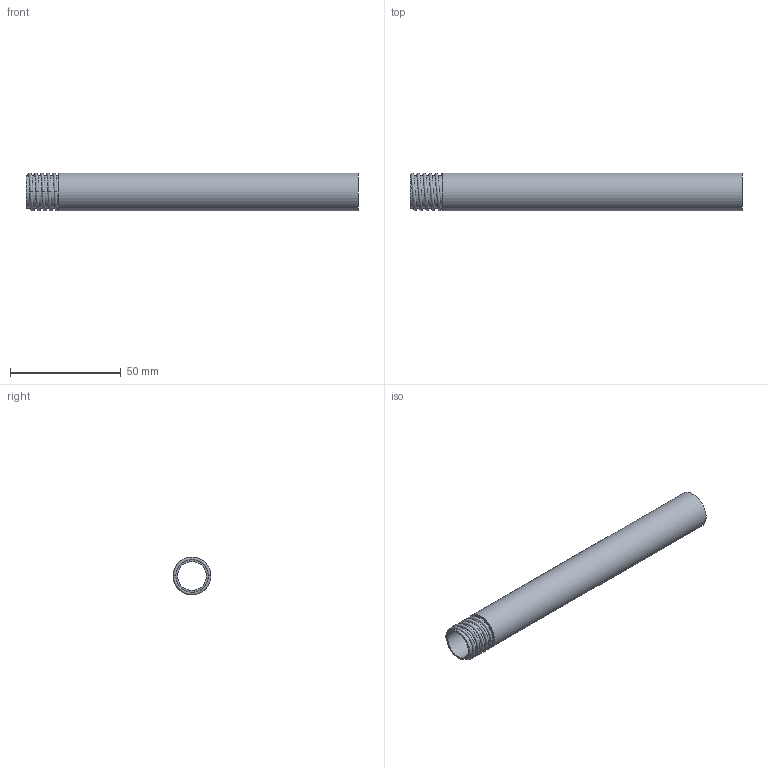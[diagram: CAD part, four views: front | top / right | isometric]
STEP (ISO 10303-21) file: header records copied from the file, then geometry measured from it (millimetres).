
FILE_DESCRIPTION( ( 'STEP AP203' ), '1' );
FILE_NAME( 'AIRflex-K 0200.101.013.stp', '2020-02-25T11:05:43', ( '' ), ( '' ), ' ', 'PARTsolutions', ' ' );
FILE_SCHEMA( ( 'CONFIG_CONTROL_DESIGN' ) );
Length unit declared in the file: millimetre
Products named in the file (1): _AIRflex-K 0200.101.013
Bounding box: 150 x 17 x 17.06 mm (x, y, z)
Volume: 13587.6 mm3; surface area: 14866.1 mm2
Topology: 1 solids, 1 shells, 23 faces, 63 edges, 42 vertices
Faces by surface type: torus 10, cylinder 8, plane 5
Full cylindrical faces by diameter (mm): 13 x1, 14.6 x5, 17 x1
Entity records: 1432 total; most frequent: CARTESIAN_POINT 983, ORIENTED_EDGE 86, DIRECTION 77, EDGE_CURVE 43, AXIS2_PLACEMENT_3D 37, VERTEX_POINT 30, EDGE_LOOP 23, B_SPLINE_CURVE_WITH_KNOTS 22
